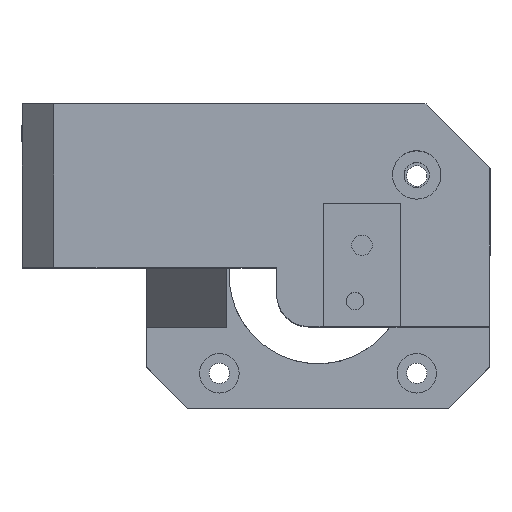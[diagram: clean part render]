
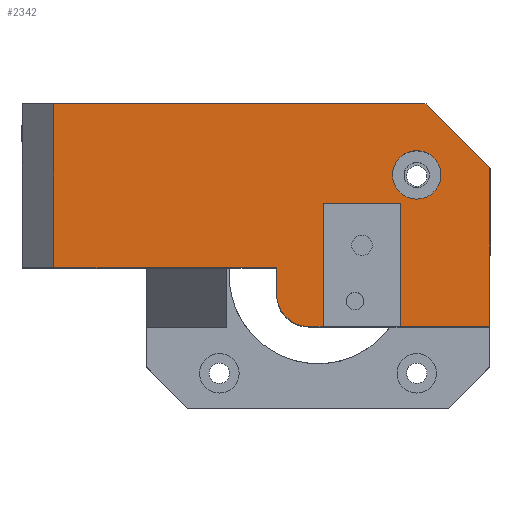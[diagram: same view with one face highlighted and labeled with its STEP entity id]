
A CAD part, top view. The second image highlights one B-rep face of the part: STEP entity #2342.
In plain terms, the highlighted planar face has unit normal (0, 0, 1).
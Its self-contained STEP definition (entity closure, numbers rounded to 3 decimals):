
#712 = VERTEX_POINT('',#713);
#713 = CARTESIAN_POINT('',(305.641,976.278,47.945));
#721 = EDGE_CURVE('',#712,#722,#724,.T.);
#722 = VERTEX_POINT('',#723);
#723 = CARTESIAN_POINT('',(291.631,976.278,47.945));
#724 = LINE('',#725,#726);
#725 = CARTESIAN_POINT('',(291.856,976.278,47.945));
#726 = VECTOR('',#727,1.);
#727 = DIRECTION('',(-1.,0.,0.));
#746 = VERTEX_POINT('',#747);
#747 = CARTESIAN_POINT('',(279.441,976.278,47.945));
#753 = EDGE_CURVE('',#754,#746,#756,.T.);
#754 = VERTEX_POINT('',#755);
#755 = CARTESIAN_POINT('',(277.141,976.278,47.945
    ));
#756 = LINE('',#757,#758);
#757 = CARTESIAN_POINT('',(257.641,976.278,47.945
    ));
#758 = VECTOR('',#759,1.);
#759 = DIRECTION('',(1.,0.,0.));
#1736 = VERTEX_POINT('',#1737);
#1737 = CARTESIAN_POINT('',(305.641,1001.228,47.945));
#1745 = EDGE_CURVE('',#1736,#712,#1746,.T.);
#1746 = LINE('',#1747,#1748);
#1747 = CARTESIAN_POINT('',(305.641,991.676,47.945));
#1748 = VECTOR('',#1749,1.);
#1749 = DIRECTION('',(0.,-1.,0.));
#2321 = EDGE_CURVE('',#2322,#754,#2324,.T.);
#2322 = VERTEX_POINT('',#2323);
#2323 = CARTESIAN_POINT('',(272.141,981.278,
    47.945));
#2324 = CIRCLE('',#2325,5.);
#2325 = AXIS2_PLACEMENT_3D('',#2326,#2327,#2328);
#2326 = CARTESIAN_POINT('',(277.141,981.278,
    47.945));
#2327 = DIRECTION('',(0.,0.,1.));
#2328 = DIRECTION('',(1.,0.,0.));
#2342 = ADVANCED_FACE('',(#2343,#2425),#2436,.T.);
#2343 = FACE_BOUND('',#2344,.T.);
#2344 = EDGE_LOOP('',(#2345,#2355,#2363,#2371,#2379,#2387,#2393,#2394,
    #2395,#2403,#2411,#2417,#2418,#2419));
#2345 = ORIENTED_EDGE('',*,*,#2346,.F.);
#2346 = EDGE_CURVE('',#2347,#2349,#2351,.T.);
#2347 = VERTEX_POINT('',#2348);
#2348 = CARTESIAN_POINT('',(295.59,1011.278,47.945));
#2349 = VERTEX_POINT('',#2350);
#2350 = CARTESIAN_POINT('',(295.883,1010.985,47.945));
#2351 = LINE('',#2352,#2353);
#2352 = CARTESIAN_POINT('',(288.849,1018.02,47.945));
#2353 = VECTOR('',#2354,1.);
#2354 = DIRECTION('',(0.707,-0.707,0.));
#2355 = ORIENTED_EDGE('',*,*,#2356,.T.);
#2356 = EDGE_CURVE('',#2347,#2357,#2359,.T.);
#2357 = VERTEX_POINT('',#2358);
#2358 = CARTESIAN_POINT('',(295.176,1011.278,47.945));
#2359 = LINE('',#2360,#2361);
#2360 = CARTESIAN_POINT('',(274.688,1011.278,47.945));
#2361 = VECTOR('',#2362,1.);
#2362 = DIRECTION('',(-1.,0.,0.));
#2363 = ORIENTED_EDGE('',*,*,#2364,.T.);
#2364 = EDGE_CURVE('',#2357,#2365,#2367,.T.);
#2365 = VERTEX_POINT('',#2366);
#2366 = CARTESIAN_POINT('',(237.141,1011.278,
    47.945));
#2367 = LINE('',#2368,#2369);
#2368 = CARTESIAN_POINT('',(233.741,1011.278,47.945));
#2369 = VECTOR('',#2370,1.);
#2370 = DIRECTION('',(-1.,0.,0.));
#2371 = ORIENTED_EDGE('',*,*,#2372,.F.);
#2372 = EDGE_CURVE('',#2373,#2365,#2375,.T.);
#2373 = VERTEX_POINT('',#2374);
#2374 = CARTESIAN_POINT('',(237.141,985.528,47.945));
#2375 = LINE('',#2376,#2377);
#2376 = CARTESIAN_POINT('',(237.141,985.528,47.945));
#2377 = VECTOR('',#2378,1.);
#2378 = DIRECTION('',(0.,1.,0.));
#2379 = ORIENTED_EDGE('',*,*,#2380,.T.);
#2380 = EDGE_CURVE('',#2373,#2381,#2383,.T.);
#2381 = VERTEX_POINT('',#2382);
#2382 = CARTESIAN_POINT('',(272.141,985.528,47.945)
  );
#2383 = LINE('',#2384,#2385);
#2384 = CARTESIAN_POINT('',(279.921,985.528,47.945));
#2385 = VECTOR('',#2386,1.);
#2386 = DIRECTION('',(1.,0.,0.));
#2387 = ORIENTED_EDGE('',*,*,#2388,.F.);
#2388 = EDGE_CURVE('',#2322,#2381,#2389,.T.);
#2389 = LINE('',#2390,#2391);
#2390 = CARTESIAN_POINT('',(272.141,976.278,
    47.945));
#2391 = VECTOR('',#2392,1.);
#2392 = DIRECTION('',(0.,1.,0.));
#2393 = ORIENTED_EDGE('',*,*,#2321,.T.);
#2394 = ORIENTED_EDGE('',*,*,#753,.T.);
#2395 = ORIENTED_EDGE('',*,*,#2396,.F.);
#2396 = EDGE_CURVE('',#2397,#746,#2399,.T.);
#2397 = VERTEX_POINT('',#2398);
#2398 = CARTESIAN_POINT('',(279.441,995.528,
    47.945));
#2399 = LINE('',#2400,#2401);
#2400 = CARTESIAN_POINT('',(279.441,991.676,47.945));
#2401 = VECTOR('',#2402,1.);
#2402 = DIRECTION('',(0.,-1.,0.));
#2403 = ORIENTED_EDGE('',*,*,#2404,.F.);
#2404 = EDGE_CURVE('',#2405,#2397,#2407,.T.);
#2405 = VERTEX_POINT('',#2406);
#2406 = CARTESIAN_POINT('',(291.631,995.528,
    47.945));
#2407 = LINE('',#2408,#2409);
#2408 = CARTESIAN_POINT('',(279.656,995.528,
    47.945));
#2409 = VECTOR('',#2410,1.);
#2410 = DIRECTION('',(-1.,0.,0.));
#2411 = ORIENTED_EDGE('',*,*,#2412,.T.);
#2412 = EDGE_CURVE('',#2405,#722,#2413,.T.);
#2413 = LINE('',#2414,#2415);
#2414 = CARTESIAN_POINT('',(291.631,996.528,
    47.945));
#2415 = VECTOR('',#2416,1.);
#2416 = DIRECTION('',(0.,-1.,0.));
#2417 = ORIENTED_EDGE('',*,*,#721,.F.);
#2418 = ORIENTED_EDGE('',*,*,#1745,.F.);
#2419 = ORIENTED_EDGE('',*,*,#2420,.T.);
#2420 = EDGE_CURVE('',#1736,#2349,#2421,.T.);
#2421 = LINE('',#2422,#2423);
#2422 = CARTESIAN_POINT('',(305.641,1001.228,47.945));
#2423 = VECTOR('',#2424,1.);
#2424 = DIRECTION('',(-0.707,0.707,0.));
#2425 = FACE_BOUND('',#2426,.T.);
#2426 = EDGE_LOOP('',(#2427));
#2427 = ORIENTED_EDGE('',*,*,#2428,.F.);
#2428 = EDGE_CURVE('',#2429,#2429,#2431,.T.);
#2429 = VERTEX_POINT('',#2430);
#2430 = CARTESIAN_POINT('',(297.941,1000.078,47.945));
#2431 = CIRCLE('',#2432,3.8);
#2432 = AXIS2_PLACEMENT_3D('',#2433,#2434,#2435);
#2433 = CARTESIAN_POINT('',(294.141,1000.078,47.945));
#2434 = DIRECTION('',(0.,0.,1.));
#2435 = DIRECTION('',(1.,0.,0.));
#2436 = PLANE('',#2437);
#2437 = AXIS2_PLACEMENT_3D('',#2438,#2439,#2440);
#2438 = CARTESIAN_POINT('',(274.131,994.488,47.945));
#2439 = DIRECTION('',(0.,0.,1.));
#2440 = DIRECTION('',(0.,1.,0.));
